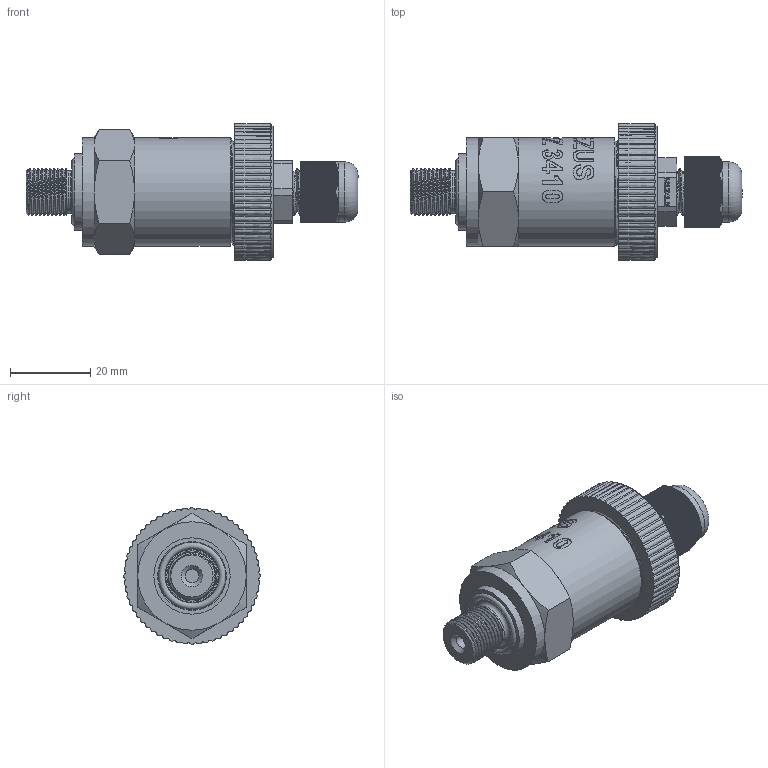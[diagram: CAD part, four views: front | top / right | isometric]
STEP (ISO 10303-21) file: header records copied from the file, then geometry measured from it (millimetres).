
FILE_DESCRIPTION(/* description */ (''),/* implementation_level */ '2;1');
FILE_NAME(/* name */ 'APZ3410_8_CableGland.step',/* time_stamp */ '2021-06-17T12:39:35+03:00',/* author */ (''),/* organization */ (''),/* preprocessor_version */ 'ST-DEVELOPER v18.1',/* originating_system */ 'Autodesk Translation Framework v10.9.0.1377',/* authorisation */ '');
FILE_SCHEMA (('AUTOMOTIVE_DESIGN { 1 0 10303 214 3 1 1 }'));
Products named in the file (8): APZ3410_x_y; OMAL nut M27x1.5 v8; Ш100.000.001 v4; M12x1.5 Cable gland v4; Cable gland; Rubber gasket; M12 Domed nut; M12x1 DIN
Assembly tree (7 placements, depth 3):
  APZ3410_x_y
    OMAL nut M27x1.5 v8
    Ш100.000.001 v4
    M12x1.5 Cable gland v4
      Cable gland
      Rubber gasket
      M12 Domed nut
    M12x1 DIN
Bounding box: 82.65 x 34 x 34 mm (x, y, z)
Volume: 35656.3 mm3; surface area: 16353.6 mm2
Topology: 7 solids, 7 shells, 2686 faces, 7877 edges, 5251 vertices
Faces by surface type: plane 1481, cylinder 786, bspline 383, cone 27, torus 8, sphere 1
Full cylindrical faces by diameter (mm): 1 x6, 3.3 x1, 7.5 x1, 8 x1, 9.976 x5, 10 x6, 10.376 x4, 10.5 x1, 10.526 x3, 10.741 x9, 11.6 x4, 11.884 x9, 12 x5, 12.203 x3, 12.6 x1, 13.5 x1, 15 x1, 16.7 x1, 17 x1, 19 x1, 21.4 x2, 22.3 x1, 24.5 x1, 25.132 x4, 25.526 x4, 26.85 x3, 27 x2, 27.208 x5
Entity records: 114125 total; most frequent: CARTESIAN_POINT 45831, ORIENTED_EDGE 15754, DIRECTION 12332, EDGE_CURVE 7877, VERTEX_POINT 5251, LINE 4274, VECTOR 4274, AXIS2_PLACEMENT_3D 4029
